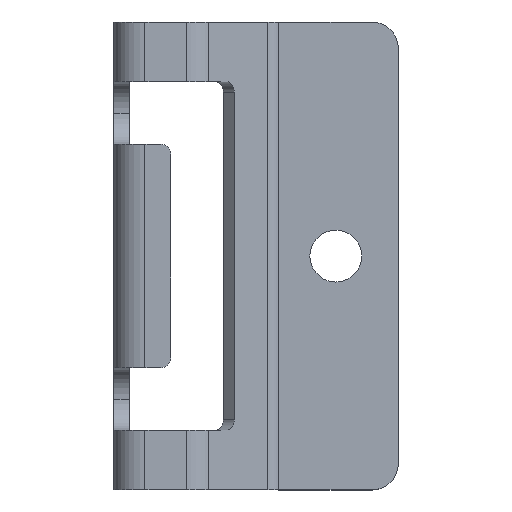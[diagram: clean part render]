
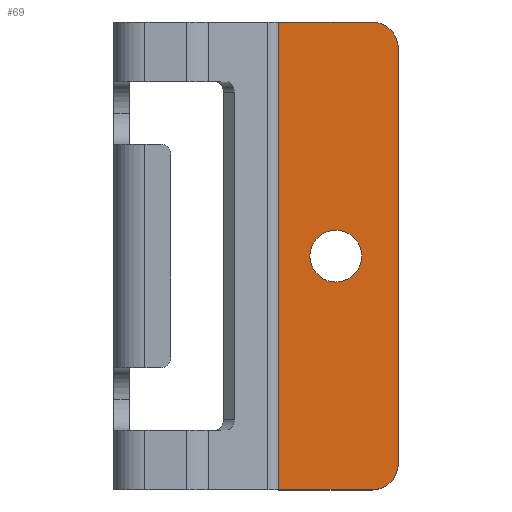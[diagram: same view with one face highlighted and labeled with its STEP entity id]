
A CAD part, top view. The second image highlights one B-rep face of the part: STEP entity #69.
In plain terms, the highlighted planar face has unit normal (0, 0, 1).
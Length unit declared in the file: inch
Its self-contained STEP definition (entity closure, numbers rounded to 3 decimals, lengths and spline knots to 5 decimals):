
#69=ADVANCED_FACE('',(#137,#138),#139,.T.);
#137=FACE_BOUND('',#236,.T.);
#138=FACE_OUTER_BOUND('',#237,.T.);
#139=PLANE('',#238);
#236=EDGE_LOOP('',(#477,#478));
#237=EDGE_LOOP('',(#479,#480,#481,#482,#483,#484));
#238=AXIS2_PLACEMENT_3D('',#485,#486,#487);
#477=ORIENTED_EDGE('',*,*,#744,.T.);
#478=ORIENTED_EDGE('',*,*,#743,.T.);
#479=ORIENTED_EDGE('',*,*,#829,.T.);
#480=ORIENTED_EDGE('',*,*,#830,.F.);
#481=ORIENTED_EDGE('',*,*,#831,.F.);
#482=ORIENTED_EDGE('',*,*,#832,.F.);
#483=ORIENTED_EDGE('',*,*,#833,.F.);
#484=ORIENTED_EDGE('',*,*,#777,.F.);
#485=CARTESIAN_POINT('',(-8.22914,13.28319,-0.94886));
#486=DIRECTION('',(0.,0.,1.0));
#487=DIRECTION('',(1.0,0.0,0.));
#743=EDGE_CURVE('',#893,#897,#899,.T.);
#744=EDGE_CURVE('',#897,#893,#900,.T.);
#777=EDGE_CURVE('',#962,#964,#965,.T.);
#829=EDGE_CURVE('',#962,#1051,#1052,.T.);
#830=EDGE_CURVE('',#1053,#1051,#1054,.T.);
#831=EDGE_CURVE('',#1055,#1053,#1056,.T.);
#832=EDGE_CURVE('',#1057,#1055,#1058,.T.);
#833=EDGE_CURVE('',#964,#1057,#1059,.T.);
#893=VERTEX_POINT('',#1137);
#897=VERTEX_POINT('',#1142);
#899=CIRCLE('',#1145,0.19685);
#900=CIRCLE('',#1146,0.19685);
#962=VERTEX_POINT('',#1225);
#964=VERTEX_POINT('',#1227);
#965=LINE('',#1228,#1229);
#1051=VERTEX_POINT('',#1350);
#1052=LINE('',#1351,#1352);
#1053=VERTEX_POINT('',#1353);
#1054=LINE('',#1354,#1355);
#1055=VERTEX_POINT('',#1356);
#1056=CIRCLE('',#1357,0.19685);
#1057=VERTEX_POINT('',#1358);
#1058=LINE('',#1359,#1360);
#1059=CIRCLE('',#1361,0.19685);
#1137=CARTESIAN_POINT('',(-7.17606,13.28319,-0.94886));
#1142=CARTESIAN_POINT('',(-7.56977,13.28319,-0.94886));
#1145=AXIS2_PLACEMENT_3D('',#1469,#1470,#1471);
#1146=AXIS2_PLACEMENT_3D('',#1472,#1473,#1474);
#1225=CARTESIAN_POINT('',(-7.80597,15.05484,-0.94886));
#1227=CARTESIAN_POINT('',(-7.09732,15.05484,-0.94886));
#1228=CARTESIAN_POINT('',(-9.36095,15.05484,-0.94886));
#1229=VECTOR('',#1537,1.0);
#1350=CARTESIAN_POINT('',(-7.80597,11.51153,-0.94886));
#1351=CARTESIAN_POINT('',(-7.80597,14.16901,-0.94886));
#1352=VECTOR('',#1621,1.0);
#1353=CARTESIAN_POINT('',(-7.09732,11.51153,-0.94886));
#1354=CARTESIAN_POINT('',(-7.09732,11.51153,-0.94886));
#1355=VECTOR('',#1622,1.0);
#1356=CARTESIAN_POINT('',(-6.90047,11.70838,-0.94886));
#1357=AXIS2_PLACEMENT_3D('',#1623,#1624,#1625);
#1358=CARTESIAN_POINT('',(-6.90047,14.85799,-0.94886));
#1359=CARTESIAN_POINT('',(-6.90047,14.85799,-0.94886));
#1360=VECTOR('',#1626,1.0);
#1361=AXIS2_PLACEMENT_3D('',#1627,#1628,#1629);
#1469=CARTESIAN_POINT('',(-7.37291,13.28319,-0.94886));
#1470=DIRECTION('',(0.,0.,-1.0));
#1471=DIRECTION('',(1.0,0.,0.));
#1472=CARTESIAN_POINT('',(-7.37291,13.28319,-0.94886));
#1473=DIRECTION('',(0.,0.,-1.0));
#1474=DIRECTION('',(1.0,0.,0.));
#1537=DIRECTION('',(1.0,0.0,0.0));
#1621=DIRECTION('',(0.0,-1.0,0.0));
#1622=DIRECTION('',(-1.0,0.0,0.0));
#1623=CARTESIAN_POINT('',(-7.09732,11.70838,-0.94886));
#1624=DIRECTION('',(-0.0,-0.0,-1.0));
#1625=DIRECTION('',(0.0,-1.0,0.0));
#1626=DIRECTION('',(0.0,-1.0,0.0));
#1627=CARTESIAN_POINT('',(-7.09732,14.85799,-0.94886));
#1628=DIRECTION('',(0.0,0.0,-1.0));
#1629=DIRECTION('',(1.0,0.0,0.0));
